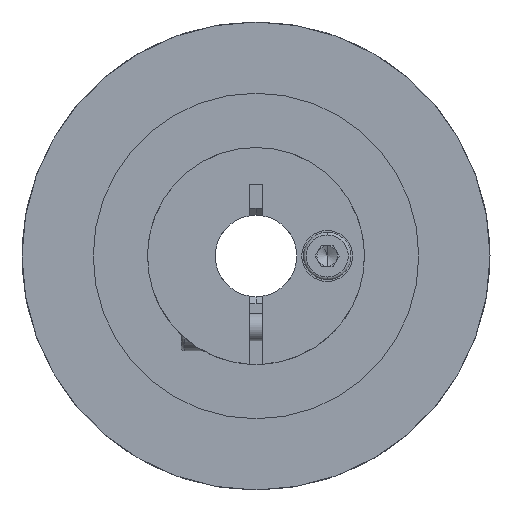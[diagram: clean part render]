
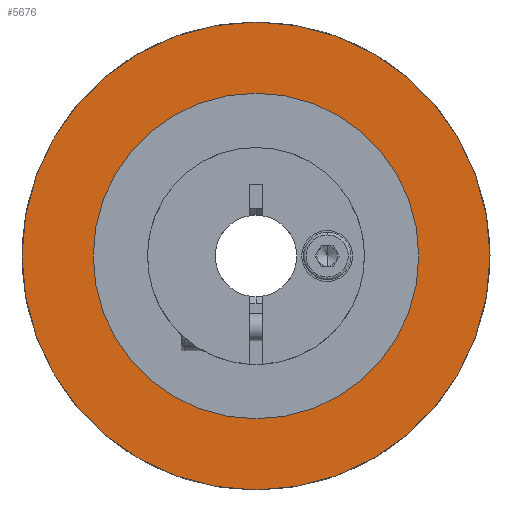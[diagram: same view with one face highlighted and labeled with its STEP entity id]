
A CAD part, left-side view. The second image highlights one B-rep face of the part: STEP entity #5676.
In plain terms, the highlighted planar face has unit normal (-1, 0, 0).
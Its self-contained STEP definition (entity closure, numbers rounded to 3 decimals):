
#51 = CIRCLE ( 'NONE', #655, 34.5 ) ;
#168 = DIRECTION ( 'NONE',  ( -1., 0., 0. ) ) ;
#198 = DIRECTION ( 'NONE',  ( 1., 0., 0. ) ) ;
#266 = FACE_OUTER_BOUND ( 'NONE', #2824, .T. ) ;
#655 = AXIS2_PLACEMENT_3D ( 'NONE', #2873, #1847, #4251 ) ;
#867 = CARTESIAN_POINT ( 'NONE',  ( 0., 0., -34.5 ) ) ;
#885 = DIRECTION ( 'NONE',  ( -1., 0., 0. ) ) ;
#984 = ORIENTED_EDGE ( 'NONE', *, *, #3802, .T. ) ;
#1553 = CIRCLE ( 'NONE', #2373, 34.5 ) ;
#1639 = AXIS2_PLACEMENT_3D ( 'NONE', #3176, #885, #2689 ) ;
#1754 = PLANE ( 'NONE',  #5330 ) ;
#1813 = DIRECTION ( 'NONE',  ( 0., 0., -1. ) ) ;
#1847 = DIRECTION ( 'NONE',  ( -1., 0., 0. ) ) ;
#2014 = DIRECTION ( 'NONE',  ( 0., 0., 1. ) ) ;
#2033 = CARTESIAN_POINT ( 'NONE',  ( 0., 0., 34.5 ) ) ;
#2098 = VERTEX_POINT ( 'NONE', #867 ) ;
#2184 = CARTESIAN_POINT ( 'NONE',  ( 0., 0., -24. ) ) ;
#2373 = AXIS2_PLACEMENT_3D ( 'NONE', #2382, #4421, #2014 ) ;
#2382 = CARTESIAN_POINT ( 'NONE',  ( 0., 0., 0. ) ) ;
#2466 = CIRCLE ( 'NONE', #1639, 24. ) ;
#2587 = FACE_BOUND ( 'NONE', #5534, .T. ) ;
#2689 = DIRECTION ( 'NONE',  ( 0., 0., 1. ) ) ;
#2778 = EDGE_CURVE ( 'NONE', #2098, #4785, #51, .T. ) ;
#2824 = EDGE_LOOP ( 'NONE', ( #984, #5555 ) ) ;
#2873 = CARTESIAN_POINT ( 'NONE',  ( 0., 0., 0. ) ) ;
#3176 = CARTESIAN_POINT ( 'NONE',  ( 0., 0., 0. ) ) ;
#3587 = ORIENTED_EDGE ( 'NONE', *, *, #3699, .F. ) ;
#3699 = EDGE_CURVE ( 'NONE', #6018, #4831, #2466, .T. ) ;
#3802 = EDGE_CURVE ( 'NONE', #4785, #2098, #1553, .T. ) ;
#4251 = DIRECTION ( 'NONE',  ( 0., 0., 1. ) ) ;
#4403 = EDGE_CURVE ( 'NONE', #4831, #6018, #5593, .T. ) ;
#4421 = DIRECTION ( 'NONE',  ( -1., 0., 0. ) ) ;
#4544 = CARTESIAN_POINT ( 'NONE',  ( 0., 6.025, 0. ) ) ;
#4785 = VERTEX_POINT ( 'NONE', #2033 ) ;
#4831 = VERTEX_POINT ( 'NONE', #6039 ) ;
#5145 = CARTESIAN_POINT ( 'NONE',  ( 0., 0., 0. ) ) ;
#5330 = AXIS2_PLACEMENT_3D ( 'NONE', #4544, #198, #1813 ) ;
#5529 = DIRECTION ( 'NONE',  ( 0., 0., 1. ) ) ;
#5534 = EDGE_LOOP ( 'NONE', ( #6141, #3587 ) ) ;
#5555 = ORIENTED_EDGE ( 'NONE', *, *, #2778, .T. ) ;
#5593 = CIRCLE ( 'NONE', #5691, 24. ) ;
#5676 = ADVANCED_FACE ( 'NONE', ( #2587, #266 ), #1754, .F. ) ;
#5691 = AXIS2_PLACEMENT_3D ( 'NONE', #5145, #168, #5529 ) ;
#6018 = VERTEX_POINT ( 'NONE', #2184 ) ;
#6039 = CARTESIAN_POINT ( 'NONE',  ( 0., 0., 24. ) ) ;
#6141 = ORIENTED_EDGE ( 'NONE', *, *, #4403, .F. ) ;
